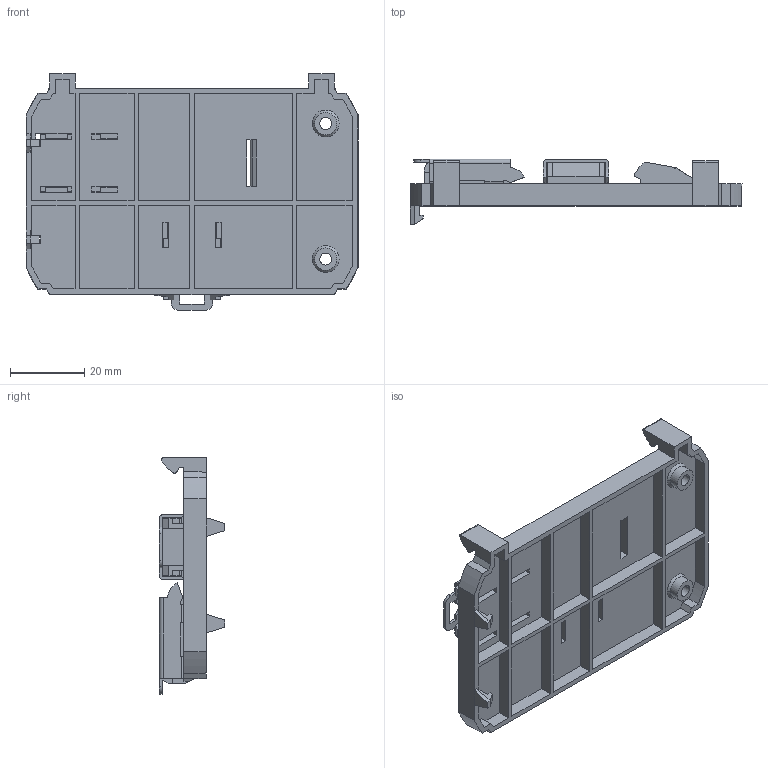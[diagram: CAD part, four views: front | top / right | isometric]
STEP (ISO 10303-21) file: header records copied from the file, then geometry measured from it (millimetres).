
FILE_DESCRIPTION((''),'2;1');
FILE_NAME('ASM_ASM_40_ASM','2021-10-13T09:01:30',('Administrator'),(''),'CREO PARAMETRIC BY PTC INC, 2019080','CREO PARAMETRIC BY PTC INC, 2019080','');
FILE_SCHEMA(('CONFIG_CONTROL_DESIGN'));
Length unit declared in the file: millimetre
Products named in the file (4): DAOGUI_51; KKZZ_1; 00_2; ASM_ASM_40_ASM
Assembly tree (5 placements, depth 2):
  ASM_ASM_40_ASM
    DAOGUI_51
    KKZZ_1  x2
    00_2  x2
Bounding box: 89.41 x 17.59 x 63.62 mm (x, y, z)
Volume: 18395.8 mm3; surface area: 20937 mm2
Topology: 5 solids, 7 shells, 520 faces, 1491 edges, 980 vertices
Faces by surface type: plane 402, cylinder 70, cone 16, torus 12, bspline 12, sphere 8
Entity records: 15833 total; most frequent: CARTESIAN_POINT 4801, ORIENTED_EDGE 2358, DIRECTION 2154, EDGE_CURVE 1179, VECTOR 966, LINE 966, VERTEX_POINT 780, AXIS2_PLACEMENT_3D 594
